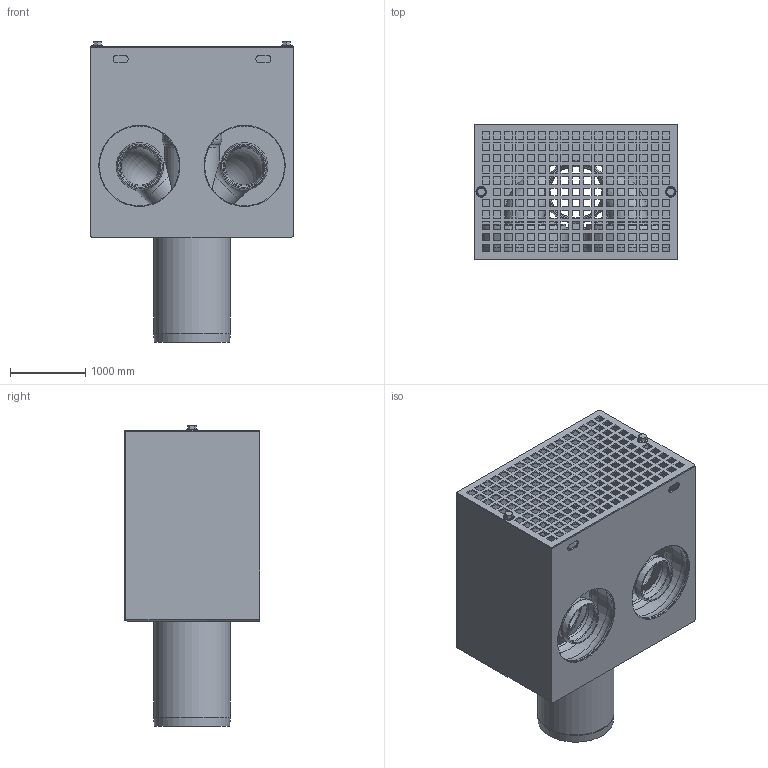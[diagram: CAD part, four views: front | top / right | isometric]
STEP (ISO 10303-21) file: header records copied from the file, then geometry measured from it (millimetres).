
FILE_DESCRIPTION(/* description */ (''),/* implementation_level */ '2;1');
FILE_NAME(/* name */ '13428.DBDX_3D.stp',/* time_stamp */ '2024-12-11T14:46:02+01:00',/* author */ ('CAD'),/* organization */ (''),/* preprocessor_version */ 'ST-DEVELOPER v20',/* originating_system */ 'AutoCAD Mechanical',/* authorisation */ '');
FILE_SCHEMA (('AUTOMOTIVE_DESIGN { 1 0 10303 214 3 1 1 }'));
Length unit declared in the file: centimetre
Products named in the file (2): Product; *S0
Assembly tree (1 placements, depth 2):
  Product
    *S0
Bounding box: 2700 x 1800 x 4005.23 mm (x, y, z)
Volume: 855613341 mm3; surface area: 92254919.9 mm2
Topology: 17 solids, 17 shells, 992 faces, 2826 edges, 1862 vertices
Faces by surface type: plane 819, cone 66, cylinder 49, torus 42, bspline 14, sphere 2
Full cylindrical faces by diameter (mm): 60 x2, 80 x2, 140 x2, 698 x1, 730 x1, 760 x1, 792 x1, 810 x1, 842 x1, 980 x1, 1020 x1, 1080 x2, 1140 x2
Entity records: 34001 total; most frequent: CARTESIAN_POINT 7168, ORIENTED_EDGE 5652, DIRECTION 5072, EDGE_CURVE 2826, LINE 2420, VECTOR 2420, VERTEX_POINT 1864, EDGE_LOOP 1398
